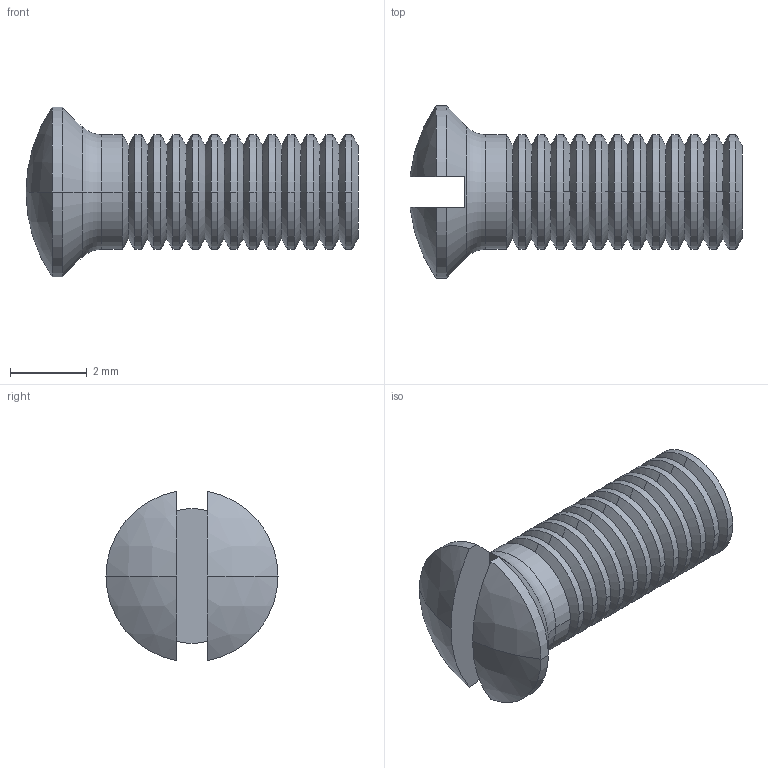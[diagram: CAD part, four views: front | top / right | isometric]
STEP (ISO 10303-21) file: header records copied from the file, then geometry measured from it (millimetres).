
FILE_DESCRIPTION (( 'STEP AP214' ), '1' );
FILE_NAME ('Screw M3 x 8 raised countersunk.STEP', '2025-07-06T08:34:33', ( '' ), ( '' ), 'SwSTEP 2.0', 'SolidWorks 2025', '' );
FILE_SCHEMA (( 'AUTOMOTIVE_DESIGN' ));
Length unit declared in the file: millimetre
Products named in the file (1): Screw M3 x 8 raised countersunk_KS 1021 RS- M3 x 6-S
Bounding box: 8.68 x 4.5 x 4.43 mm (x, y, z)
Volume: 58.6 mm3; surface area: 142.7 mm2
Topology: 1 solids, 1 shells, 91 faces, 237 edges, 148 vertices
Faces by surface type: cone 52, cylinder 29, sphere 4, plane 4, torus 2
Entity records: 2877 total; most frequent: DIRECTION 565, CARTESIAN_POINT 489, ORIENTED_EDGE 474, AXIS2_PLACEMENT_3D 240, EDGE_CURVE 237, CIRCLE 148, VERTEX_POINT 148, FACE_OUTER_BOUND 91
